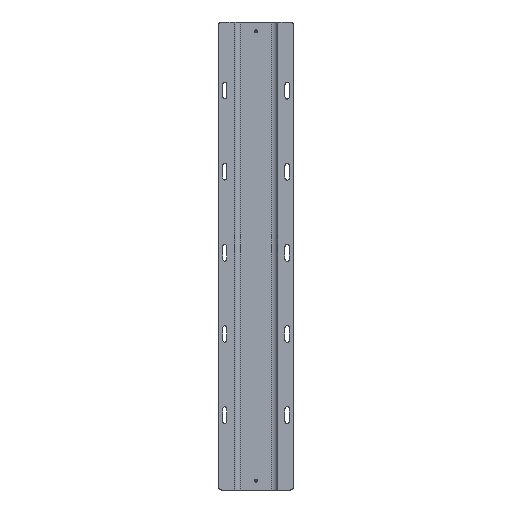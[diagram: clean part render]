
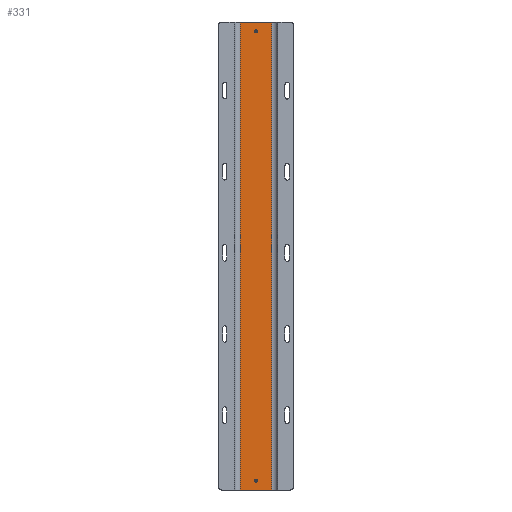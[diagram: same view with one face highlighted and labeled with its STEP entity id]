
A CAD part, front view. The second image highlights one B-rep face of the part: STEP entity #331.
In plain terms, the highlighted planar face has unit normal (0, -1, 0).
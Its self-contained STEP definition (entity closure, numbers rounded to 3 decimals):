
#81 = VECTOR ( 'NONE', #1528, 1000. ) ;
#107 = CARTESIAN_POINT ( 'NONE',  ( -25., 0., -375. ) ) ;
#178 = EDGE_CURVE ( 'NONE', #483, #3555, #4116, .T. ) ;
#196 = VECTOR ( 'NONE', #3240, 1000. ) ;
#206 = FACE_BOUND ( 'NONE', #3203, .T. ) ;
#227 = LINE ( 'NONE', #4952, #601 ) ;
#295 = CARTESIAN_POINT ( 'NONE',  ( 0., 0., 360. ) ) ;
#322 = FACE_BOUND ( 'NONE', #2117, .T. ) ;
#331 = ADVANCED_FACE ( 'NONE', ( #322, #206, #1814 ), #342, .F. ) ;
#342 = PLANE ( 'NONE',  #4425 ) ;
#483 = VERTEX_POINT ( 'NONE', #911 ) ;
#546 = CARTESIAN_POINT ( 'NONE',  ( 0., 0., 360. ) ) ;
#601 = VECTOR ( 'NONE', #3234, 1000. ) ;
#648 = DIRECTION ( 'NONE',  ( 0., -1., 0. ) ) ;
#656 = EDGE_CURVE ( 'NONE', #3338, #4040, #3466, .T. ) ;
#667 = CIRCLE ( 'NONE', #5058, 2.5 ) ;
#863 = CARTESIAN_POINT ( 'NONE',  ( 25., 0., 375. ) ) ;
#911 = CARTESIAN_POINT ( 'NONE',  ( 0., 0., -362.5 ) ) ;
#964 = EDGE_CURVE ( 'NONE', #2592, #2054, #4365, .T. ) ;
#973 = CARTESIAN_POINT ( 'NONE',  ( 0., 0., -360. ) ) ;
#1101 = ORIENTED_EDGE ( 'NONE', *, *, #178, .F. ) ;
#1105 = CIRCLE ( 'NONE', #3456, 2.5 ) ;
#1174 = ORIENTED_EDGE ( 'NONE', *, *, #4888, .T. ) ;
#1398 = DIRECTION ( 'NONE',  ( 0., 0., -1. ) ) ;
#1425 = AXIS2_PLACEMENT_3D ( 'NONE', #295, #648, #2264 ) ;
#1527 = CARTESIAN_POINT ( 'NONE',  ( -25., 0., 375. ) ) ;
#1528 = DIRECTION ( 'NONE',  ( 1., 0., 0. ) ) ;
#1607 = CARTESIAN_POINT ( 'NONE',  ( 25., 0., 375. ) ) ;
#1655 = EDGE_CURVE ( 'NONE', #2404, #1840, #227, .T. ) ;
#1665 = EDGE_CURVE ( 'NONE', #4040, #3338, #1105, .T. ) ;
#1814 = FACE_OUTER_BOUND ( 'NONE', #4456, .T. ) ;
#1840 = VERTEX_POINT ( 'NONE', #2831 ) ;
#1939 = DIRECTION ( 'NONE',  ( 0., 1., 0. ) ) ;
#2054 = VERTEX_POINT ( 'NONE', #3965 ) ;
#2079 = CARTESIAN_POINT ( 'NONE',  ( -25., 0., 375. ) ) ;
#2117 = EDGE_LOOP ( 'NONE', ( #1101, #5044 ) ) ;
#2139 = DIRECTION ( 'NONE',  ( 0., -1., 0. ) ) ;
#2264 = DIRECTION ( 'NONE',  ( 0., 0., -1. ) ) ;
#2337 = CARTESIAN_POINT ( 'NONE',  ( 0., 0., -357.5 ) ) ;
#2404 = VERTEX_POINT ( 'NONE', #2079 ) ;
#2530 = ORIENTED_EDGE ( 'NONE', *, *, #4100, .F. ) ;
#2592 = VERTEX_POINT ( 'NONE', #1607 ) ;
#2657 = EDGE_CURVE ( 'NONE', #3555, #483, #667, .T. ) ;
#2831 = CARTESIAN_POINT ( 'NONE',  ( -25., 0., -375. ) ) ;
#2875 = LINE ( 'NONE', #3825, #81 ) ;
#2931 = LINE ( 'NONE', #107, #196 ) ;
#2975 = DIRECTION ( 'NONE',  ( 0., 0., -1. ) ) ;
#3156 = ORIENTED_EDGE ( 'NONE', *, *, #1665, .F. ) ;
#3203 = EDGE_LOOP ( 'NONE', ( #3156, #3489 ) ) ;
#3234 = DIRECTION ( 'NONE',  ( 0., 0., -1. ) ) ;
#3240 = DIRECTION ( 'NONE',  ( 1., 0., 0. ) ) ;
#3330 = CARTESIAN_POINT ( 'NONE',  ( 0., 0., 362.5 ) ) ;
#3338 = VERTEX_POINT ( 'NONE', #3330 ) ;
#3396 = ORIENTED_EDGE ( 'NONE', *, *, #964, .F. ) ;
#3456 = AXIS2_PLACEMENT_3D ( 'NONE', #546, #2139, #1398 ) ;
#3466 = CIRCLE ( 'NONE', #1425, 2.5 ) ;
#3489 = ORIENTED_EDGE ( 'NONE', *, *, #656, .F. ) ;
#3555 = VERTEX_POINT ( 'NONE', #2337 ) ;
#3589 = ORIENTED_EDGE ( 'NONE', *, *, #1655, .T. ) ;
#3752 = CARTESIAN_POINT ( 'NONE',  ( 0., 0., -360. ) ) ;
#3776 = AXIS2_PLACEMENT_3D ( 'NONE', #3752, #4555, #2975 ) ;
#3825 = CARTESIAN_POINT ( 'NONE',  ( -25., 0., 375. ) ) ;
#3965 = CARTESIAN_POINT ( 'NONE',  ( 25., 0., -375. ) ) ;
#3996 = DIRECTION ( 'NONE',  ( 0., 0., -1. ) ) ;
#4040 = VERTEX_POINT ( 'NONE', #4185 ) ;
#4100 = EDGE_CURVE ( 'NONE', #2404, #2592, #2875, .T. ) ;
#4110 = VECTOR ( 'NONE', #3996, 1000. ) ;
#4116 = CIRCLE ( 'NONE', #3776, 2.5 ) ;
#4185 = CARTESIAN_POINT ( 'NONE',  ( 0., 0., 357.5 ) ) ;
#4365 = LINE ( 'NONE', #863, #4110 ) ;
#4425 = AXIS2_PLACEMENT_3D ( 'NONE', #1527, #1939, #4698 ) ;
#4454 = DIRECTION ( 'NONE',  ( 0., 0., -1. ) ) ;
#4456 = EDGE_LOOP ( 'NONE', ( #1174, #3396, #2530, #3589 ) ) ;
#4470 = DIRECTION ( 'NONE',  ( 0., -1., 0. ) ) ;
#4555 = DIRECTION ( 'NONE',  ( 0., -1., 0. ) ) ;
#4698 = DIRECTION ( 'NONE',  ( -1., 0., 0. ) ) ;
#4888 = EDGE_CURVE ( 'NONE', #1840, #2054, #2931, .T. ) ;
#4952 = CARTESIAN_POINT ( 'NONE',  ( -25., 0., 375. ) ) ;
#5044 = ORIENTED_EDGE ( 'NONE', *, *, #2657, .F. ) ;
#5058 = AXIS2_PLACEMENT_3D ( 'NONE', #973, #4470, #4454 ) ;
